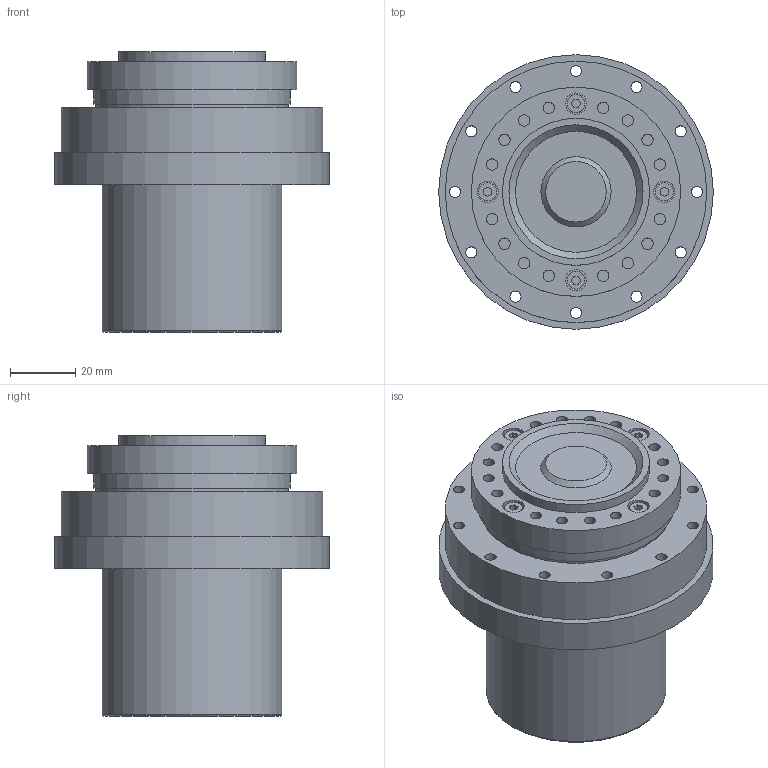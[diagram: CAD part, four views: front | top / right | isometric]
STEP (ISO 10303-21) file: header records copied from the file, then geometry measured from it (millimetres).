
FILE_DESCRIPTION(/* description */ (''),/* implementation_level */ '2;1');
FILE_NAME(/* name */ 'YF17.stp',/* time_stamp */ '2020-02-26T15:51:52+08:00',/* author */ (''),/* organization */ (''),/* preprocessor_version */ 'ST-DEVELOPER v16',/* originating_system */ 'SIEMENS PLM Software NX 10.0',/* authorisation */ '');
FILE_SCHEMA (('CONFIG_CONTROL_DESIGN'));
Length unit declared in the file: millimetre
Products named in the file (1): YF17
Bounding box: 84 x 84 x 85.7 mm (x, y, z)
Volume: 270602.7 mm3; surface area: 36520.1 mm2
Topology: 1 solids, 1 shells, 152 faces, 357 edges, 251 vertices
Faces by surface type: plane 94, cylinder 51, cone 6, torus 1
Full cylindrical faces by diameter (mm): 3.4 x12, 3.5 x16, 5 x4, 5.5 x4, 6.5 x8, 45 x1, 55 x1, 59 x1, 60 x1, 64 x1, 80 x1, 84 x1
Entity records: 4266 total; most frequent: CARTESIAN_POINT 951, DIRECTION 640, ORIENTED_EDGE 558, EDGE_CURVE 279, EDGE_LOOP 278, AXIS2_PLACEMENT_3D 260, VERTEX_POINT 231, FACE_BOUND 204
